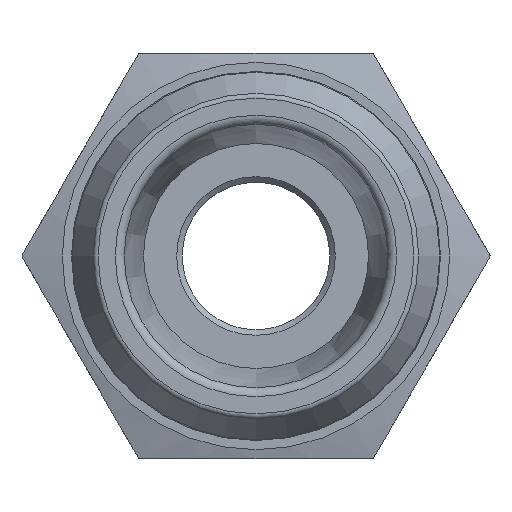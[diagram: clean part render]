
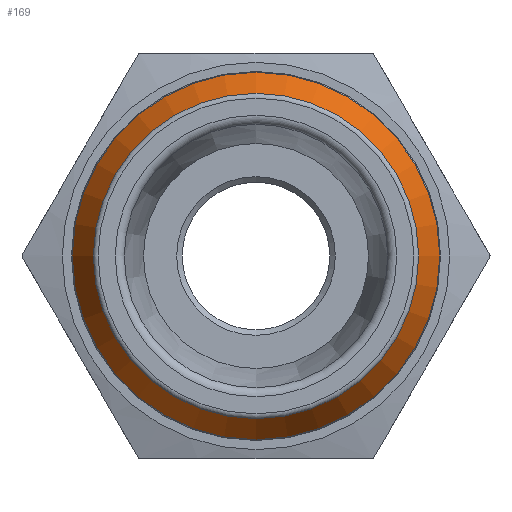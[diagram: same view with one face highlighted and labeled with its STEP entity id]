
A CAD part, left-side view. The second image highlights one B-rep face of the part: STEP entity #169.
In plain terms, the highlighted conical face has half-angle 30 degrees and reference radius 8.73 mm.
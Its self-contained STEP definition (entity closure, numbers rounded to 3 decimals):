
#169=ADVANCED_FACE('',(#249,#250),#204,.T.);
#204=CONICAL_SURFACE('',#644,8.73,30.);
#249=FACE_BOUND('',#305,.T.);
#250=FACE_BOUND('',#306,.T.);
#305=EDGE_LOOP('',(#384));
#306=EDGE_LOOP('',(#385));
#384=ORIENTED_EDGE('',*,*,#556,.T.);
#385=ORIENTED_EDGE('',*,*,#557,.T.);
#505=VERTEX_POINT('',#989);
#506=VERTEX_POINT('',#991);
#556=EDGE_CURVE('',#505,#505,#607,.T.);
#557=EDGE_CURVE('',#506,#506,#608,.T.);
#607=CIRCLE('',#642,9.96);
#608=CIRCLE('',#643,8.816);
#642=AXIS2_PLACEMENT_3D('',#988,#726,#727);
#643=AXIS2_PLACEMENT_3D('',#990,#728,#729);
#644=AXIS2_PLACEMENT_3D('',#992,#730,#731);
#726=DIRECTION('',(-1.,0.,0.));
#727=DIRECTION('',(0.,0.,1.));
#728=DIRECTION('',(1.,0.,0.));
#729=DIRECTION('',(0.,0.,1.));
#730=DIRECTION('',(1.,0.,0.));
#731=DIRECTION('',(0.,0.,-1.));
#988=CARTESIAN_POINT('',(2.13,0.,0.));
#989=CARTESIAN_POINT('',(2.13,0.,9.96));
#990=CARTESIAN_POINT('',(0.15,0.,0.));
#991=CARTESIAN_POINT('',(0.15,0.,8.816));
#992=CARTESIAN_POINT('',(0.,0.,0.));
